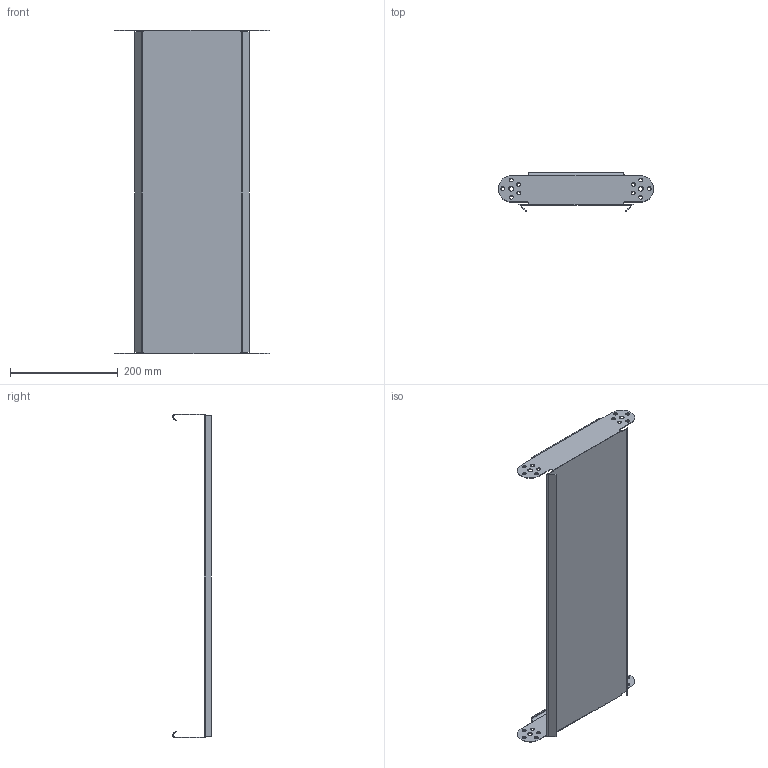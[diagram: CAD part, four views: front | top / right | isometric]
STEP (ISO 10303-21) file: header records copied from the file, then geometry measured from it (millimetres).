
FILE_DESCRIPTION (( 'STEP AP214' ), '1' );
FILE_NAME ('7075681.STEP', '2020-05-08T06:51:04', ( '' ), ( '' ), 'SwSTEP 2.0', 'SolidWorks 2018', '' );
FILE_SCHEMA (( 'AUTOMOTIVE_DESIGN' ));
Length unit declared in the file: millimetre
Products named in the file (1): 7075681
Bounding box: 288 x 71.25 x 600 mm (x, y, z)
Volume: 222448.3 mm3; surface area: 359479.7 mm2
Topology: 1 solids, 1 shells, 126 faces, 356 edges, 232 vertices
Faces by surface type: cylinder 72, plane 42, bspline 12
Entity records: 4842 total; most frequent: CARTESIAN_POINT 1459, ORIENTED_EDGE 712, DIRECTION 670, EDGE_CURVE 356, AXIS2_PLACEMENT_3D 251, VERTEX_POINT 232, EDGE_LOOP 174, LINE 168
